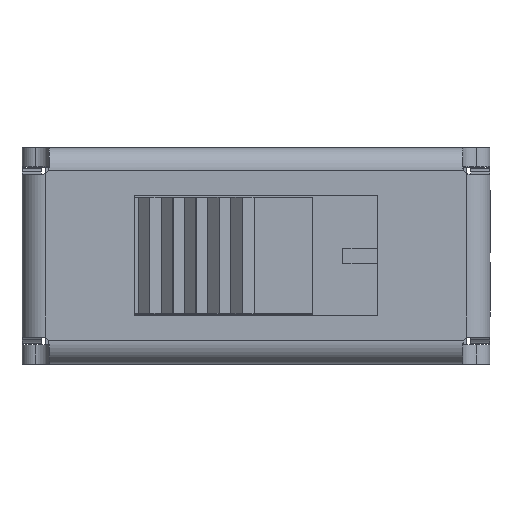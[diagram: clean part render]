
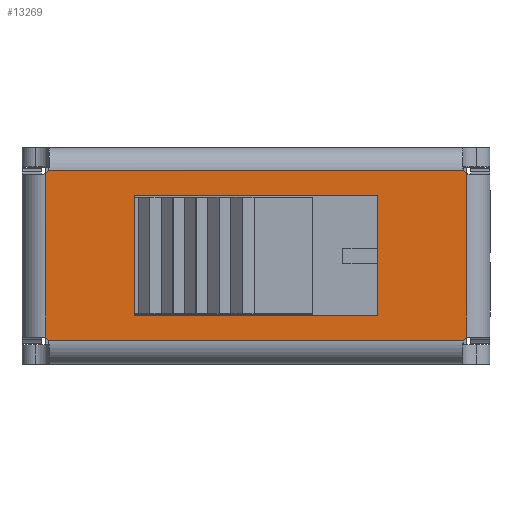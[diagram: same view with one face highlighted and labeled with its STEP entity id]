
A CAD part, top view. The second image highlights one B-rep face of the part: STEP entity #13269.
In plain terms, the highlighted planar face has unit normal (0, 0, 1).
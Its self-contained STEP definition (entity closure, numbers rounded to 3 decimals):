
#186 = LINE ( 'NONE', #17085, #14704 ) ;
#194 = CARTESIAN_POINT ( 'NONE',  ( -3.15, -1.55, 6. ) ) ;
#840 = PLANE ( 'NONE',  #1657 ) ;
#1007 = VECTOR ( 'NONE', #16752, 1000. ) ;
#1109 = DIRECTION ( 'NONE',  ( 1., 0., 0. ) ) ;
#1288 = CIRCLE ( 'NONE', #9091, 0.2 ) ;
#1631 = DIRECTION ( 'NONE',  ( 0., -1., 0. ) ) ;
#1657 = AXIS2_PLACEMENT_3D ( 'NONE', #14491, #14035, #15965 ) ;
#1923 = EDGE_CURVE ( 'NONE', #11606, #9801, #20271, .T. ) ;
#2042 = VERTEX_POINT ( 'NONE', #194 ) ;
#2210 = FACE_BOUND ( 'NONE', #6590, .T. ) ;
#2268 = ORIENTED_EDGE ( 'NONE', *, *, #19678, .T. ) ;
#2408 = CARTESIAN_POINT ( 'NONE',  ( 5.377, 2.2, 6. ) ) ;
#2783 = CARTESIAN_POINT ( 'NONE',  ( 5.55, 2.3, 6. ) ) ;
#3009 = EDGE_CURVE ( 'NONE', #10763, #16352, #13365, .T. ) ;
#3283 = ORIENTED_EDGE ( 'NONE', *, *, #19358, .F. ) ;
#3419 = CARTESIAN_POINT ( 'NONE',  ( 5.35, -2.2, 6. ) ) ;
#3467 = VECTOR ( 'NONE', #1631, 1000. ) ;
#3502 = VECTOR ( 'NONE', #20755, 1000. ) ;
#3900 = CARTESIAN_POINT ( 'NONE',  ( 5.45, 2.127, 6. ) ) ;
#4040 = CARTESIAN_POINT ( 'NONE',  ( 3.15, -1.55, 6. ) ) ;
#4387 = DIRECTION ( 'NONE',  ( -1., 0., 0. ) ) ;
#4452 = CARTESIAN_POINT ( 'NONE',  ( -3.15, -1.55, 6. ) ) ;
#4470 = AXIS2_PLACEMENT_3D ( 'NONE', #13061, #21257, #14618 ) ;
#4561 = DIRECTION ( 'NONE',  ( 0., 0., 1. ) ) ;
#4576 = CARTESIAN_POINT ( 'NONE',  ( -5.377, -2.2, 6. ) ) ;
#4861 = DIRECTION ( 'NONE',  ( 1., 0., 0. ) ) ;
#4950 = CIRCLE ( 'NONE', #13403, 0.2 ) ;
#5231 = DIRECTION ( 'NONE',  ( 0., 1., 0. ) ) ;
#5472 = CARTESIAN_POINT ( 'NONE',  ( -5.35, 2.2, 6. ) ) ;
#5501 = LINE ( 'NONE', #4452, #3502 ) ;
#5506 = ORIENTED_EDGE ( 'NONE', *, *, #6890, .F. ) ;
#6264 = ORIENTED_EDGE ( 'NONE', *, *, #12835, .F. ) ;
#6500 = CARTESIAN_POINT ( 'NONE',  ( -5.45, -2.127, 6. ) ) ;
#6590 = EDGE_LOOP ( 'NONE', ( #3283, #11412, #5506, #11098 ) ) ;
#6890 = EDGE_CURVE ( 'NONE', #2042, #20233, #5501, .T. ) ;
#6953 = VERTEX_POINT ( 'NONE', #4576 ) ;
#7254 = LINE ( 'NONE', #5472, #8338 ) ;
#7364 = EDGE_CURVE ( 'NONE', #9238, #2042, #10053, .T. ) ;
#7541 = VERTEX_POINT ( 'NONE', #10610 ) ;
#7930 = ORIENTED_EDGE ( 'NONE', *, *, #12503, .F. ) ;
#8338 = VECTOR ( 'NONE', #13982, 1000. ) ;
#8722 = EDGE_LOOP ( 'NONE', ( #11110, #2268, #20557, #18618, #7930, #14054, #6264, #16296 ) ) ;
#8986 = CARTESIAN_POINT ( 'NONE',  ( -5.55, 2.3, 6. ) ) ;
#9091 = AXIS2_PLACEMENT_3D ( 'NONE', #9469, #16371, #4387 ) ;
#9119 = LINE ( 'NONE', #4040, #19065 ) ;
#9238 = VERTEX_POINT ( 'NONE', #11867 ) ;
#9253 = VERTEX_POINT ( 'NONE', #6500 ) ;
#9469 = CARTESIAN_POINT ( 'NONE',  ( 5.55, -2.3, 6. ) ) ;
#9585 = VECTOR ( 'NONE', #4861, 1000. ) ;
#9801 = VERTEX_POINT ( 'NONE', #3900 ) ;
#10053 = LINE ( 'NONE', #18265, #3467 ) ;
#10314 = CARTESIAN_POINT ( 'NONE',  ( 5.45, 2.1, 6. ) ) ;
#10610 = CARTESIAN_POINT ( 'NONE',  ( 5.377, -2.2, 6. ) ) ;
#10704 = EDGE_CURVE ( 'NONE', #6953, #7541, #21890, .T. ) ;
#10711 = FACE_OUTER_BOUND ( 'NONE', #8722, .T. ) ;
#10763 = VERTEX_POINT ( 'NONE', #11915 ) ;
#11098 = ORIENTED_EDGE ( 'NONE', *, *, #7364, .F. ) ;
#11110 = ORIENTED_EDGE ( 'NONE', *, *, #15039, .F. ) ;
#11412 = ORIENTED_EDGE ( 'NONE', *, *, #17788, .F. ) ;
#11606 = VERTEX_POINT ( 'NONE', #12846 ) ;
#11867 = CARTESIAN_POINT ( 'NONE',  ( -3.15, 1.55, 6. ) ) ;
#11915 = CARTESIAN_POINT ( 'NONE',  ( -5.45, 2.127, 6. ) ) ;
#12503 = EDGE_CURVE ( 'NONE', #6953, #9253, #14014, .T. ) ;
#12835 = EDGE_CURVE ( 'NONE', #11606, #7541, #1288, .T. ) ;
#12846 = CARTESIAN_POINT ( 'NONE',  ( 5.45, -2.127, 6. ) ) ;
#13061 = CARTESIAN_POINT ( 'NONE',  ( -5.55, -2.3, 6. ) ) ;
#13269 = ADVANCED_FACE ( 'NONE', ( #2210, #10711 ), #840, .F. ) ;
#13365 = CIRCLE ( 'NONE', #18324, 0.2 ) ;
#13403 = AXIS2_PLACEMENT_3D ( 'NONE', #2783, #4561, #1109 ) ;
#13501 = CARTESIAN_POINT ( 'NONE',  ( 3.15, 1.55, 6. ) ) ;
#13982 = DIRECTION ( 'NONE',  ( -1., 0., 0. ) ) ;
#14014 = CIRCLE ( 'NONE', #4470, 0.2 ) ;
#14035 = DIRECTION ( 'NONE',  ( 0., 0., -1. ) ) ;
#14054 = ORIENTED_EDGE ( 'NONE', *, *, #10704, .T. ) ;
#14057 = DIRECTION ( 'NONE',  ( -1., 0., 0. ) ) ;
#14491 = CARTESIAN_POINT ( 'NONE',  ( 0., 0., 6. ) ) ;
#14618 = DIRECTION ( 'NONE',  ( 1., 0., 0. ) ) ;
#14704 = VECTOR ( 'NONE', #16067, 1000. ) ;
#15039 = EDGE_CURVE ( 'NONE', #16465, #9801, #4950, .T. ) ;
#15198 = EDGE_CURVE ( 'NONE', #10763, #9253, #20251, .T. ) ;
#15965 = DIRECTION ( 'NONE',  ( -1., 0., 0. ) ) ;
#16067 = DIRECTION ( 'NONE',  ( -1., 0., 0. ) ) ;
#16234 = VERTEX_POINT ( 'NONE', #13501 ) ;
#16296 = ORIENTED_EDGE ( 'NONE', *, *, #1923, .T. ) ;
#16352 = VERTEX_POINT ( 'NONE', #18702 ) ;
#16371 = DIRECTION ( 'NONE',  ( 0., 0., 1. ) ) ;
#16465 = VERTEX_POINT ( 'NONE', #2408 ) ;
#16752 = DIRECTION ( 'NONE',  ( 0., -1., 0. ) ) ;
#17085 = CARTESIAN_POINT ( 'NONE',  ( -3.15, 1.55, 6. ) ) ;
#17180 = DIRECTION ( 'NONE',  ( 0., 0., 1. ) ) ;
#17729 = CARTESIAN_POINT ( 'NONE',  ( 3.15, -1.55, 6. ) ) ;
#17788 = EDGE_CURVE ( 'NONE', #20233, #16234, #9119, .T. ) ;
#17863 = DIRECTION ( 'NONE',  ( 0., 1., 0. ) ) ;
#18265 = CARTESIAN_POINT ( 'NONE',  ( -3.15, -1.55, 6. ) ) ;
#18324 = AXIS2_PLACEMENT_3D ( 'NONE', #8986, #17180, #14057 ) ;
#18429 = VECTOR ( 'NONE', #5231, 1000. ) ;
#18618 = ORIENTED_EDGE ( 'NONE', *, *, #15198, .T. ) ;
#18702 = CARTESIAN_POINT ( 'NONE',  ( -5.377, 2.2, 6. ) ) ;
#19065 = VECTOR ( 'NONE', #17863, 1000. ) ;
#19358 = EDGE_CURVE ( 'NONE', #16234, #9238, #186, .T. ) ;
#19678 = EDGE_CURVE ( 'NONE', #16465, #16352, #7254, .T. ) ;
#20233 = VERTEX_POINT ( 'NONE', #17729 ) ;
#20251 = LINE ( 'NONE', #21774, #1007 ) ;
#20271 = LINE ( 'NONE', #10314, #18429 ) ;
#20557 = ORIENTED_EDGE ( 'NONE', *, *, #3009, .F. ) ;
#20755 = DIRECTION ( 'NONE',  ( 1., 0., 0. ) ) ;
#21257 = DIRECTION ( 'NONE',  ( 0., 0., 1. ) ) ;
#21774 = CARTESIAN_POINT ( 'NONE',  ( -5.45, -2.1, 6. ) ) ;
#21890 = LINE ( 'NONE', #3419, #9585 ) ;
